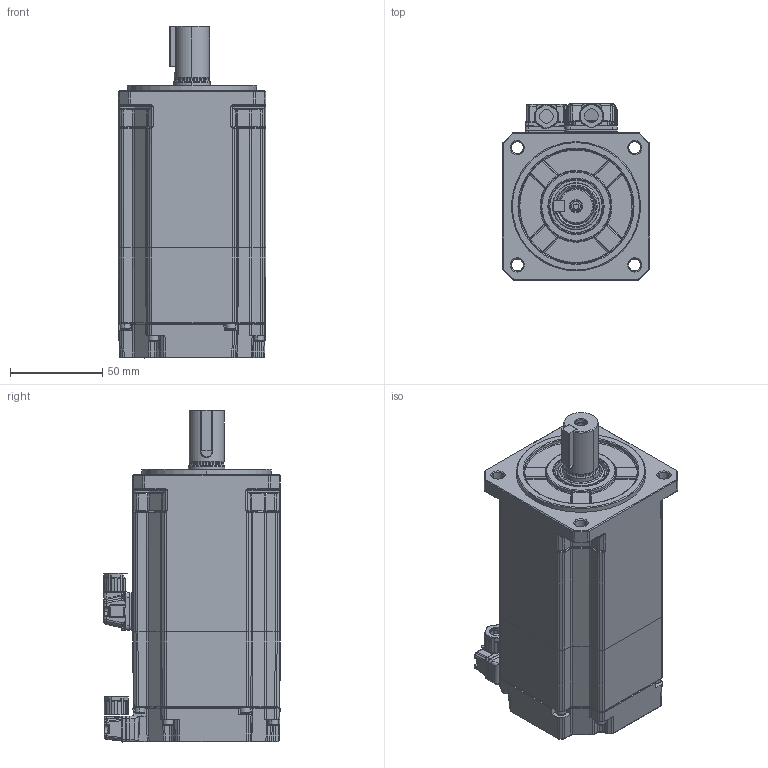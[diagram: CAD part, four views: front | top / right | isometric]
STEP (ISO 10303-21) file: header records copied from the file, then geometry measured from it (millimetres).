
FILE_DESCRIPTION (( 'STEP AP203' ), '1' );
FILE_NAME ('80-1000W±§Õ¢µç»ú.STEP', '2022-01-12T02:06:45', ( '' ), ( '' ), 'SwSTEP 2.0', 'SolidWorks 2020', '' );
FILE_SCHEMA (( 'CONFIG_CONTROL_DESIGN' ));
Length unit declared in the file: millimetre
Products named in the file (1): 80-1000W惕掅萇儂
Bounding box: 80 x 95.75 x 180 mm (x, y, z)
Surface area: 68307.4 mm2 (no closed solid volume)
Topology: 0 solids, 44 shells, 1673 faces, 5895 edges, 4049 vertices
Faces by surface type: cylinder 637, plane 467, bspline 264, torus 202, cone 65, sphere 38
Entity records: 68717 total; most frequent: CARTESIAN_POINT 22382, ORIENTED_EDGE 9223, DIRECTION 9062, EDGE_CURVE 5860, VERTEX_POINT 4049, AXIS2_PLACEMENT_3D 3296, VECTOR 2470, LINE 2470
